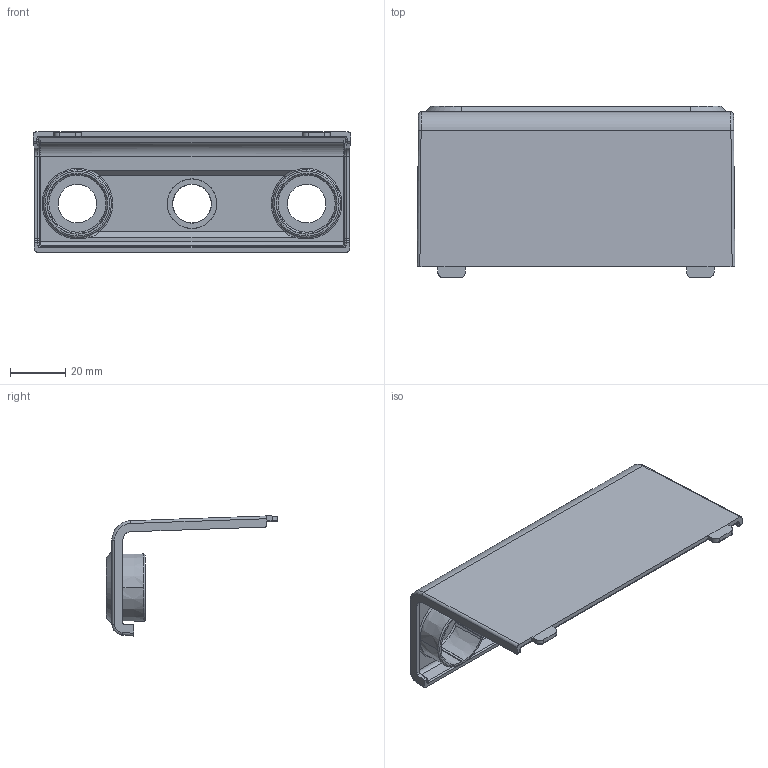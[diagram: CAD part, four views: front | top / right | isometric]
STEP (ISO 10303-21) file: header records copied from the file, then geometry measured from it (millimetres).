
FILE_DESCRIPTION (( 'STEP AP203' ), '1' );
FILE_NAME ('1717-C.STEP', '2015-02-05T13:38:36', ( '' ), ( '' ), 'SwSTEP 2.0', 'SolidWorks 2014', '' );
FILE_SCHEMA (( 'CONFIG_CONTROL_DESIGN' ));
Length unit declared in the file: millimetre
Products named in the file (1): 1717-C
Bounding box: 115 x 62 x 43.46 mm (x, y, z)
Volume: 24886.1 mm3; surface area: 27051.8 mm2
Topology: 1 solids, 1 shells, 207 faces, 538 edges, 330 vertices
Faces by surface type: plane 77, cylinder 46, cone 32, bspline 30, torus 18, sphere 4
Entity records: 7179 total; most frequent: CARTESIAN_POINT 2462, ORIENTED_EDGE 1056, DIRECTION 886, EDGE_CURVE 528, AXIS2_PLACEMENT_3D 336, VERTEX_POINT 328, EDGE_LOOP 218, VECTOR 214
